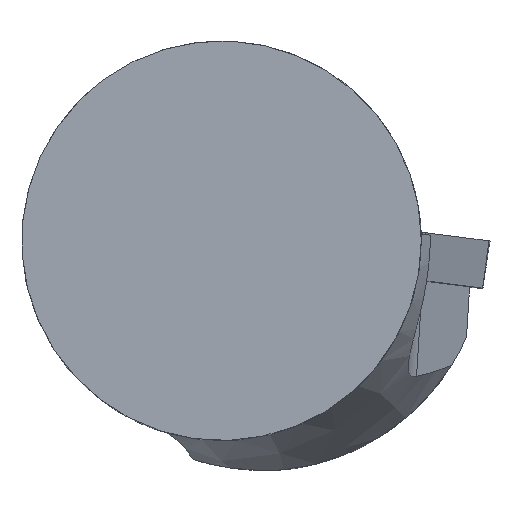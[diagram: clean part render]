
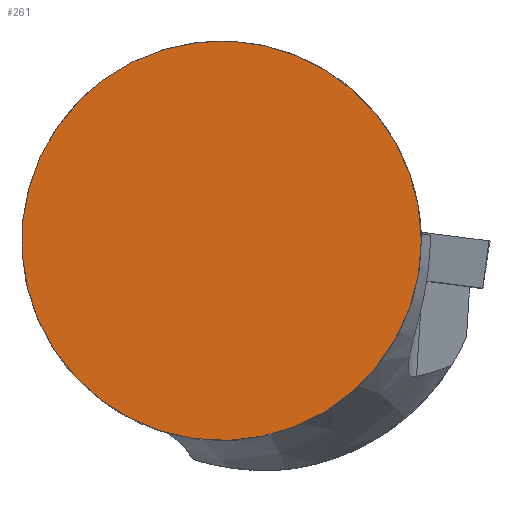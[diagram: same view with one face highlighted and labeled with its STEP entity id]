
A CAD part, top view. The second image highlights one B-rep face of the part: STEP entity #261.
In plain terms, the highlighted planar face has unit normal (0, 0, 1).
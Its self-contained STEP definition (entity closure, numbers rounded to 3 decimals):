
#126=PLANE('',#860);
#152=FACE_OUTER_BOUND('',#339,.T.);
#261=ADVANCED_FACE('',(#152),#126,.T.);
#339=EDGE_LOOP('',(#514));
#361=CIRCLE('',#817,20.);
#514=ORIENTED_EDGE('',*,*,#642,.F.);
#579=VERTEX_POINT('',#1141);
#642=EDGE_CURVE('',#579,#579,#361,.T.);
#817=AXIS2_PLACEMENT_3D('',#1140,#909,#910);
#860=AXIS2_PLACEMENT_3D('',#1354,#1017,#1018);
#909=DIRECTION('',(0.,0.,-1.));
#910=DIRECTION('',(1.,0.,0.));
#1017=DIRECTION('',(0.,0.,1.));
#1018=DIRECTION('',(1.,0.,0.));
#1140=CARTESIAN_POINT('',(0.,0.,0.));
#1141=CARTESIAN_POINT('',(20.,0.,0.));
#1354=CARTESIAN_POINT('',(0.,0.,0.));
